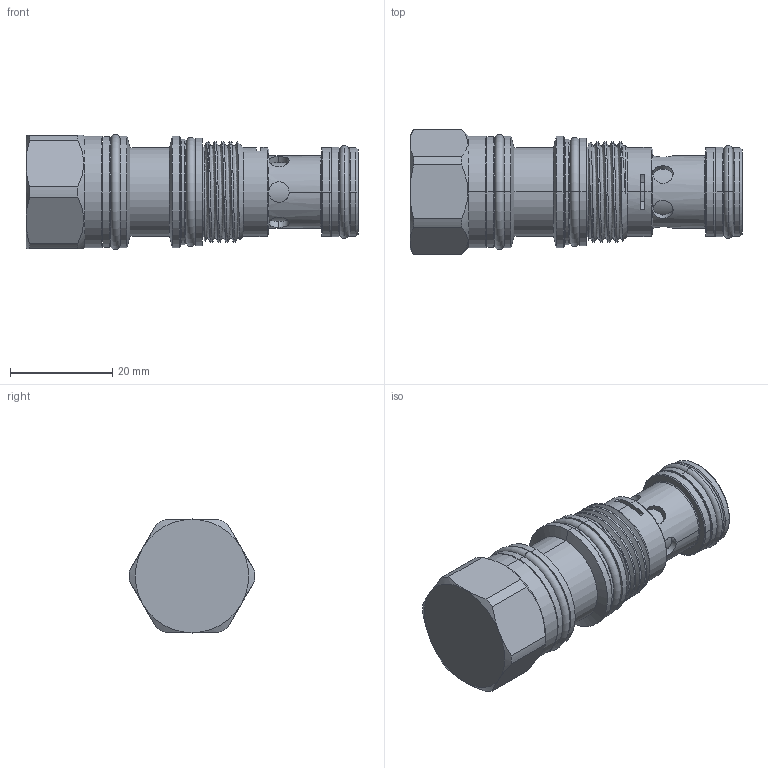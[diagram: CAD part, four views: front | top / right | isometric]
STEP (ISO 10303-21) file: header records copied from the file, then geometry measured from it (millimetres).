
FILE_DESCRIPTION (( 'STEP AP203' ), '1' );
FILE_NAME ('CB11A30(34)(3D(3P)-N.STEP', '2020-03-03T06:07:36', ( '' ), ( '' ), 'SwSTEP 2.0', 'SolidWorks 2018', '' );
FILE_SCHEMA (( 'CONFIG_CONTROL_DESIGN' ));
Length unit declared in the file: millimetre
Products named in the file (1): CB11A30(34)(3D(3P)-N
Bounding box: 65.07 x 24.59 x 22.55 mm (x, y, z)
Volume: 18608.2 mm3; surface area: 7179.3 mm2
Topology: 2 solids, 2 shells, 202 faces, 473 edges, 291 vertices
Faces by surface type: cylinder 103, cone 47, plane 27, torus 24, bspline 1
Entity records: 8241 total; most frequent: CARTESIAN_POINT 3568, DIRECTION 1009, ORIENTED_EDGE 946, EDGE_CURVE 473, AXIS2_PLACEMENT_3D 436, VERTEX_POINT 291, CIRCLE 234, EDGE_LOOP 220
